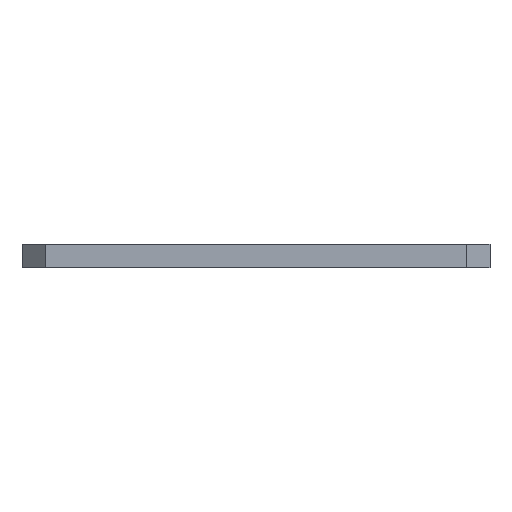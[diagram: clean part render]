
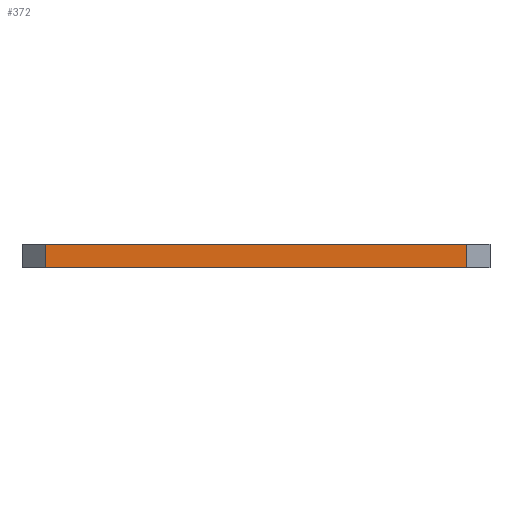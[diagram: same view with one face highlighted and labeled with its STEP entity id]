
A CAD part, front view. The second image highlights one B-rep face of the part: STEP entity #372.
In plain terms, the highlighted planar face has unit normal (0, -1, 0).
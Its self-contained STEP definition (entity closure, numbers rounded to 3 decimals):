
#5 = VECTOR ( 'NONE', #12, 1000. ) ;
#7 = DIRECTION ( 'NONE',  ( 0., 0., -1. ) ) ;
#12 = DIRECTION ( 'NONE',  ( -1., 0., 0. ) ) ;
#26 = CARTESIAN_POINT ( 'NONE',  ( 38., -80., 0. ) ) ;
#46 = LINE ( 'NONE', #417, #285 ) ;
#65 = VECTOR ( 'NONE', #696, 1000. ) ;
#85 = VERTEX_POINT ( 'NONE', #26 ) ;
#92 = EDGE_CURVE ( 'NONE', #85, #778, #273, .T. ) ;
#150 = ORIENTED_EDGE ( 'NONE', *, *, #686, .T. ) ;
#217 = CARTESIAN_POINT ( 'NONE',  ( 2., -80., -2. ) ) ;
#273 = LINE ( 'NONE', #508, #65 ) ;
#275 = VERTEX_POINT ( 'NONE', #365 ) ;
#285 = VECTOR ( 'NONE', #7, 1000. ) ;
#363 = EDGE_LOOP ( 'NONE', ( #486, #687, #490, #150 ) ) ;
#365 = CARTESIAN_POINT ( 'NONE',  ( 38., -80., -2. ) ) ;
#367 = VERTEX_POINT ( 'NONE', #217 ) ;
#372 = ADVANCED_FACE ( 'NONE', ( #382 ), #750, .F. ) ;
#382 = FACE_OUTER_BOUND ( 'NONE', #363, .T. ) ;
#386 = DIRECTION ( 'NONE',  ( 0., 1., 0. ) ) ;
#392 = LINE ( 'NONE', #631, #5 ) ;
#417 = CARTESIAN_POINT ( 'NONE',  ( 2., -80., -2. ) ) ;
#440 = CARTESIAN_POINT ( 'NONE',  ( 0., -80., -2. ) ) ;
#447 = CARTESIAN_POINT ( 'NONE',  ( 2., -80., 0. ) ) ;
#458 = EDGE_CURVE ( 'NONE', #275, #367, #392, .T. ) ;
#480 = LINE ( 'NONE', #727, #627 ) ;
#486 = ORIENTED_EDGE ( 'NONE', *, *, #458, .F. ) ;
#489 = DIRECTION ( 'NONE',  ( 0., 0., 1. ) ) ;
#490 = ORIENTED_EDGE ( 'NONE', *, *, #92, .T. ) ;
#508 = CARTESIAN_POINT ( 'NONE',  ( 0., -80., 0. ) ) ;
#600 = AXIS2_PLACEMENT_3D ( 'NONE', #440, #386, #489 ) ;
#608 = DIRECTION ( 'NONE',  ( 0., 0., 1. ) ) ;
#627 = VECTOR ( 'NONE', #608, 1000. ) ;
#631 = CARTESIAN_POINT ( 'NONE',  ( 0., -80., -2. ) ) ;
#676 = EDGE_CURVE ( 'NONE', #275, #85, #480, .T. ) ;
#686 = EDGE_CURVE ( 'NONE', #778, #367, #46, .T. ) ;
#687 = ORIENTED_EDGE ( 'NONE', *, *, #676, .T. ) ;
#696 = DIRECTION ( 'NONE',  ( -1., 0., 0. ) ) ;
#727 = CARTESIAN_POINT ( 'NONE',  ( 38., -80., -2. ) ) ;
#750 = PLANE ( 'NONE',  #600 ) ;
#778 = VERTEX_POINT ( 'NONE', #447 ) ;
